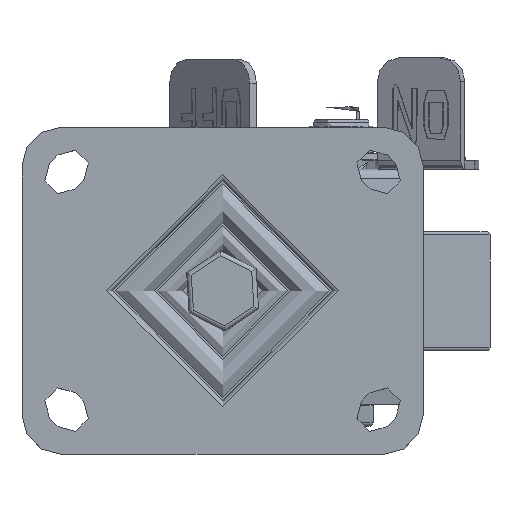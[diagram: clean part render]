
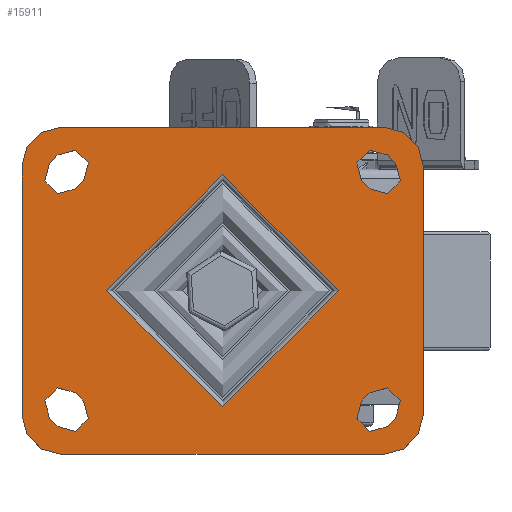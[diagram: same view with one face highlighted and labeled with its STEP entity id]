
A CAD part, top view. The second image highlights one B-rep face of the part: STEP entity #15911.
In plain terms, the highlighted planar face has unit normal (0, 0, 1).
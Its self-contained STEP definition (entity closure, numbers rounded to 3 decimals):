
#1369=FACE_BOUND('',#5533,.T.);
#1370=FACE_BOUND('',#5534,.T.);
#1371=FACE_BOUND('',#5535,.T.);
#1372=FACE_BOUND('',#5536,.T.);
#1373=FACE_BOUND('',#5537,.T.);
#1512=PLANE('',#17211);
#1938=LINE('',#22717,#3114);
#1940=LINE('',#22720,#3116);
#1941=LINE('',#22721,#3117);
#1942=LINE('',#22722,#3118);
#1943=LINE('',#22723,#3119);
#1944=LINE('',#22724,#3120);
#1945=LINE('',#22725,#3121);
#1946=LINE('',#22726,#3122);
#1947=LINE('',#22727,#3123);
#1948=LINE('',#22728,#3124);
#1949=LINE('',#22729,#3125);
#1950=LINE('',#22730,#3126);
#3114=VECTOR('',#18721,1000.);
#3116=VECTOR('',#18725,1000.);
#3117=VECTOR('',#18726,1000.);
#3118=VECTOR('',#18727,1000.);
#3119=VECTOR('',#18728,1000.);
#3120=VECTOR('',#18729,1000.);
#3121=VECTOR('',#18730,1000.);
#3122=VECTOR('',#18731,1000.);
#3123=VECTOR('',#18732,1000.);
#3124=VECTOR('',#18733,1000.);
#3125=VECTOR('',#18734,1000.);
#3126=VECTOR('',#18735,1000.);
#4578=FACE_OUTER_BOUND('',#5532,.T.);
#5532=EDGE_LOOP('',(#11146,#11147,#11148,#11149,#11150,#11151,#11152,#11153));
#5533=EDGE_LOOP('',(#11154,#11155,#11156,#11157));
#5534=EDGE_LOOP('',(#11158));
#5535=EDGE_LOOP('',(#11159,#11160,#11161,#11162));
#5536=EDGE_LOOP('',(#11163,#11164,#11165,#11166));
#5537=EDGE_LOOP('',(#11167,#11168,#11169,#11170));
#6602=CIRCLE('',#17150,6.1);
#6605=CIRCLE('',#17154,6.1);
#6606=CIRCLE('',#17156,6.1);
#6609=CIRCLE('',#17160,6.1);
#6610=CIRCLE('',#17162,6.1);
#6613=CIRCLE('',#17166,6.1);
#6614=CIRCLE('',#17168,6.1);
#6617=CIRCLE('',#17172,6.1);
#6626=CIRCLE('',#17184,39.);
#6627=CIRCLE('',#17186,13.);
#6629=CIRCLE('',#17189,13.);
#6631=CIRCLE('',#17192,13.);
#6633=CIRCLE('',#17195,13.);
#7092=VERTEX_POINT('',#22570);
#7093=VERTEX_POINT('',#22571);
#7098=VERTEX_POINT('',#22582);
#7099=VERTEX_POINT('',#22584);
#7100=VERTEX_POINT('',#22588);
#7101=VERTEX_POINT('',#22589);
#7106=VERTEX_POINT('',#22600);
#7107=VERTEX_POINT('',#22602);
#7108=VERTEX_POINT('',#22606);
#7109=VERTEX_POINT('',#22607);
#7114=VERTEX_POINT('',#22618);
#7115=VERTEX_POINT('',#22620);
#7116=VERTEX_POINT('',#22624);
#7117=VERTEX_POINT('',#22625);
#7122=VERTEX_POINT('',#22636);
#7123=VERTEX_POINT('',#22638);
#7129=VERTEX_POINT('',#22656);
#7130=VERTEX_POINT('',#22660);
#7131=VERTEX_POINT('',#22661);
#7134=VERTEX_POINT('',#22669);
#7135=VERTEX_POINT('',#22670);
#7138=VERTEX_POINT('',#22678);
#7139=VERTEX_POINT('',#22679);
#7142=VERTEX_POINT('',#22687);
#7143=VERTEX_POINT('',#22688);
#8660=EDGE_CURVE('',#7092,#7093,#6602,.T.);
#8666=EDGE_CURVE('',#7098,#7099,#6605,.T.);
#8668=EDGE_CURVE('',#7100,#7101,#6606,.T.);
#8674=EDGE_CURVE('',#7107,#7106,#6609,.T.);
#8676=EDGE_CURVE('',#7108,#7109,#6610,.T.);
#8682=EDGE_CURVE('',#7114,#7115,#6613,.T.);
#8684=EDGE_CURVE('',#7116,#7117,#6614,.T.);
#8690=EDGE_CURVE('',#7123,#7122,#6617,.T.);
#8700=EDGE_CURVE('',#7129,#7129,#6626,.T.);
#8701=EDGE_CURVE('',#7130,#7131,#6627,.T.);
#8705=EDGE_CURVE('',#7134,#7135,#6629,.T.);
#8709=EDGE_CURVE('',#7138,#7139,#6631,.T.);
#8713=EDGE_CURVE('',#7142,#7143,#6633,.T.);
#8726=EDGE_CURVE('',#7143,#7130,#1938,.T.);
#8728=EDGE_CURVE('',#7139,#7142,#1940,.T.);
#8729=EDGE_CURVE('',#7135,#7138,#1941,.T.);
#8730=EDGE_CURVE('',#7131,#7134,#1942,.T.);
#8731=EDGE_CURVE('',#7123,#7117,#1943,.T.);
#8732=EDGE_CURVE('',#7122,#7116,#1944,.T.);
#8733=EDGE_CURVE('',#7108,#7115,#1945,.T.);
#8734=EDGE_CURVE('',#7109,#7114,#1946,.T.);
#8735=EDGE_CURVE('',#7107,#7101,#1947,.T.);
#8736=EDGE_CURVE('',#7106,#7100,#1948,.T.);
#8737=EDGE_CURVE('',#7092,#7099,#1949,.T.);
#8738=EDGE_CURVE('',#7093,#7098,#1950,.T.);
#11146=ORIENTED_EDGE('',*,*,#8713,.F.);
#11147=ORIENTED_EDGE('',*,*,#8728,.F.);
#11148=ORIENTED_EDGE('',*,*,#8709,.F.);
#11149=ORIENTED_EDGE('',*,*,#8729,.F.);
#11150=ORIENTED_EDGE('',*,*,#8705,.F.);
#11151=ORIENTED_EDGE('',*,*,#8730,.F.);
#11152=ORIENTED_EDGE('',*,*,#8701,.F.);
#11153=ORIENTED_EDGE('',*,*,#8726,.F.);
#11154=ORIENTED_EDGE('',*,*,#8731,.F.);
#11155=ORIENTED_EDGE('',*,*,#8690,.T.);
#11156=ORIENTED_EDGE('',*,*,#8732,.T.);
#11157=ORIENTED_EDGE('',*,*,#8684,.T.);
#11158=ORIENTED_EDGE('',*,*,#8700,.F.);
#11159=ORIENTED_EDGE('',*,*,#8733,.T.);
#11160=ORIENTED_EDGE('',*,*,#8682,.F.);
#11161=ORIENTED_EDGE('',*,*,#8734,.F.);
#11162=ORIENTED_EDGE('',*,*,#8676,.F.);
#11163=ORIENTED_EDGE('',*,*,#8735,.F.);
#11164=ORIENTED_EDGE('',*,*,#8674,.T.);
#11165=ORIENTED_EDGE('',*,*,#8736,.T.);
#11166=ORIENTED_EDGE('',*,*,#8668,.T.);
#11167=ORIENTED_EDGE('',*,*,#8737,.T.);
#11168=ORIENTED_EDGE('',*,*,#8666,.F.);
#11169=ORIENTED_EDGE('',*,*,#8738,.F.);
#11170=ORIENTED_EDGE('',*,*,#8660,.F.);
#15911=ADVANCED_FACE('',(#4578,#1369,#1370,#1371,#1372,#1373),#1512,.T.);
#17150=AXIS2_PLACEMENT_3D('',#22572,#18573,#18574);
#17154=AXIS2_PLACEMENT_3D('',#22585,#18584,#18585);
#17156=AXIS2_PLACEMENT_3D('',#22590,#18589,#18590);
#17160=AXIS2_PLACEMENT_3D('',#22603,#18600,#18601);
#17162=AXIS2_PLACEMENT_3D('',#22608,#18605,#18606);
#17166=AXIS2_PLACEMENT_3D('',#22621,#18616,#18617);
#17168=AXIS2_PLACEMENT_3D('',#22626,#18621,#18622);
#17172=AXIS2_PLACEMENT_3D('',#22639,#18632,#18633);
#17184=AXIS2_PLACEMENT_3D('',#22658,#18657,#18658);
#17186=AXIS2_PLACEMENT_3D('',#22662,#18661,#18662);
#17189=AXIS2_PLACEMENT_3D('',#22671,#18669,#18670);
#17192=AXIS2_PLACEMENT_3D('',#22680,#18677,#18678);
#17195=AXIS2_PLACEMENT_3D('',#22689,#18685,#18686);
#17211=AXIS2_PLACEMENT_3D('',#22719,#18723,#18724);
#18573=DIRECTION('center_axis',(0.,0.,1.));
#18574=DIRECTION('ref_axis',(1.,0.,0.));
#18584=DIRECTION('center_axis',(0.,0.,1.));
#18585=DIRECTION('ref_axis',(1.,0.,0.));
#18589=DIRECTION('center_axis',(0.,0.,-1.));
#18590=DIRECTION('ref_axis',(-1.,0.,0.));
#18600=DIRECTION('center_axis',(0.,0.,-1.));
#18601=DIRECTION('ref_axis',(-1.,0.,0.));
#18605=DIRECTION('center_axis',(0.,0.,1.));
#18606=DIRECTION('ref_axis',(-1.,0.,0.));
#18616=DIRECTION('center_axis',(0.,0.,1.));
#18617=DIRECTION('ref_axis',(-1.,0.,0.));
#18621=DIRECTION('center_axis',(0.,0.,-1.));
#18622=DIRECTION('ref_axis',(1.,0.,0.));
#18632=DIRECTION('center_axis',(0.,0.,-1.));
#18633=DIRECTION('ref_axis',(1.,0.,0.));
#18657=DIRECTION('center_axis',(0.,0.,1.));
#18658=DIRECTION('ref_axis',(-1.,0.,0.));
#18661=DIRECTION('center_axis',(0.,0.,-1.));
#18662=DIRECTION('ref_axis',(-0.707,0.707,0.));
#18669=DIRECTION('center_axis',(0.,0.,-1.));
#18670=DIRECTION('ref_axis',(0.707,0.707,0.));
#18677=DIRECTION('center_axis',(0.,0.,-1.));
#18678=DIRECTION('ref_axis',(0.707,-0.707,0.));
#18685=DIRECTION('center_axis',(0.,0.,-1.));
#18686=DIRECTION('ref_axis',(-0.707,-0.707,0.));
#18721=DIRECTION('',(0.,1.,0.));
#18723=DIRECTION('center_axis',(0.,0.,1.));
#18724=DIRECTION('ref_axis',(1.,0.,0.));
#18725=DIRECTION('',(-1.,0.,0.));
#18726=DIRECTION('',(0.,-1.,0.));
#18727=DIRECTION('',(1.,0.,0.));
#18728=DIRECTION('',(0.707,-0.707,0.));
#18729=DIRECTION('',(0.707,-0.707,0.));
#18730=DIRECTION('',(-0.707,-0.707,0.));
#18731=DIRECTION('',(-0.707,-0.707,0.));
#18732=DIRECTION('',(-0.707,0.707,0.));
#18733=DIRECTION('',(-0.707,0.707,0.));
#18734=DIRECTION('',(0.707,0.707,0.));
#18735=DIRECTION('',(0.707,0.707,0.));
#22570=CARTESIAN_POINT('',(-58.245,42.881,0.));
#22571=CARTESIAN_POINT('',(-49.619,34.255,0.));
#22572=CARTESIAN_POINT('Origin',(-53.932,38.568,0.));
#22582=CARTESIAN_POINT('',(-46.755,37.119,0.));
#22584=CARTESIAN_POINT('',(-55.381,45.745,0.));
#22585=CARTESIAN_POINT('Origin',(-51.068,41.432,0.));
#22588=CARTESIAN_POINT('',(46.755,37.119,0.));
#22589=CARTESIAN_POINT('',(55.381,45.745,0.));
#22590=CARTESIAN_POINT('Origin',(51.068,41.432,0.));
#22600=CARTESIAN_POINT('',(49.619,34.255,0.));
#22602=CARTESIAN_POINT('',(58.245,42.881,0.));
#22603=CARTESIAN_POINT('Origin',(53.932,38.568,0.));
#22606=CARTESIAN_POINT('',(58.245,-42.881,0.));
#22607=CARTESIAN_POINT('',(49.619,-34.255,0.));
#22608=CARTESIAN_POINT('Origin',(53.932,-38.568,0.));
#22618=CARTESIAN_POINT('',(46.755,-37.119,0.));
#22620=CARTESIAN_POINT('',(55.381,-45.745,0.));
#22621=CARTESIAN_POINT('Origin',(51.068,-41.432,0.));
#22624=CARTESIAN_POINT('',(-46.755,-37.119,0.));
#22625=CARTESIAN_POINT('',(-55.381,-45.745,0.));
#22626=CARTESIAN_POINT('Origin',(-51.068,-41.432,0.));
#22636=CARTESIAN_POINT('',(-49.619,-34.255,0.));
#22638=CARTESIAN_POINT('',(-58.245,-42.881,0.));
#22639=CARTESIAN_POINT('Origin',(-53.932,-38.568,0.));
#22656=CARTESIAN_POINT('',(-39.,0.,0.));
#22658=CARTESIAN_POINT('Origin',(0.,0.,0.));
#22660=CARTESIAN_POINT('',(-67.5,42.,0.));
#22661=CARTESIAN_POINT('',(-54.5,55.,0.));
#22662=CARTESIAN_POINT('Origin',(-54.5,42.,0.));
#22669=CARTESIAN_POINT('',(54.5,55.,0.));
#22670=CARTESIAN_POINT('',(67.5,42.,0.));
#22671=CARTESIAN_POINT('Origin',(54.5,42.,0.));
#22678=CARTESIAN_POINT('',(67.5,-42.,0.));
#22679=CARTESIAN_POINT('',(54.5,-55.,0.));
#22680=CARTESIAN_POINT('Origin',(54.5,-42.,0.));
#22687=CARTESIAN_POINT('',(-54.5,-55.,0.));
#22688=CARTESIAN_POINT('',(-67.5,-42.,0.));
#22689=CARTESIAN_POINT('Origin',(-54.5,-42.,0.));
#22717=CARTESIAN_POINT('',(-67.5,-55.,0.));
#22719=CARTESIAN_POINT('Origin',(0.,0.,0.));
#22720=CARTESIAN_POINT('',(67.5,-55.,0.));
#22721=CARTESIAN_POINT('',(67.5,55.,0.));
#22722=CARTESIAN_POINT('',(-67.5,55.,0.));
#22723=CARTESIAN_POINT('',(-58.245,-42.881,0.));
#22724=CARTESIAN_POINT('',(-49.619,-34.255,0.));
#22725=CARTESIAN_POINT('',(58.245,-42.881,0.));
#22726=CARTESIAN_POINT('',(49.619,-34.255,0.));
#22727=CARTESIAN_POINT('',(58.245,42.881,0.));
#22728=CARTESIAN_POINT('',(49.619,34.255,0.));
#22729=CARTESIAN_POINT('',(-58.245,42.881,0.));
#22730=CARTESIAN_POINT('',(-49.619,34.255,0.));
